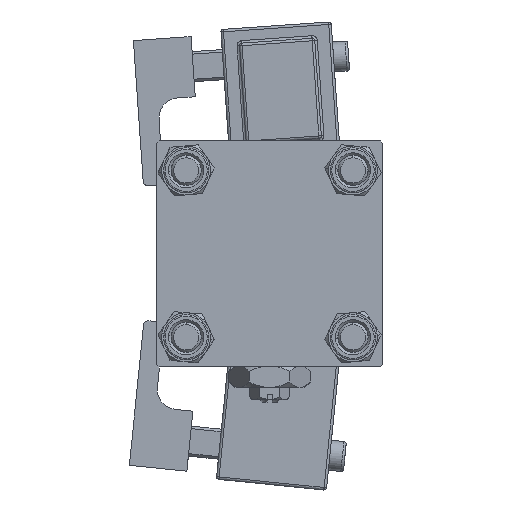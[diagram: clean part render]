
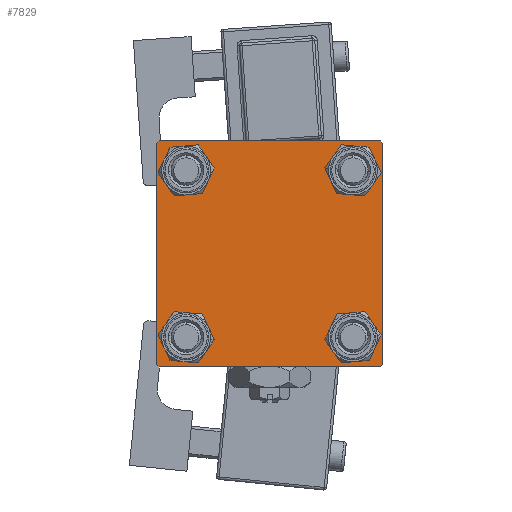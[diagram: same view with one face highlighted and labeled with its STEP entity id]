
A CAD part, left-side view. The second image highlights one B-rep face of the part: STEP entity #7829.
In plain terms, the highlighted planar face has unit normal (-1, 0, 0).
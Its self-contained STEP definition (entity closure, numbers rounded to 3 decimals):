
#324 = CARTESIAN_POINT ( 'NONE',  ( 0., -16.6, -16.6 ) ) ;
#1378 = EDGE_CURVE ( 'NONE', #62019, #17253, #33507, .T. ) ;
#1438 = EDGE_CURVE ( 'NONE', #46577, #34939, #30115, .T. ) ;
#1579 = CIRCLE ( 'NONE', #23908, 3.5 ) ;
#3599 = CARTESIAN_POINT ( 'NONE',  ( 0., -22.25, 22.25 ) ) ;
#3622 = CARTESIAN_POINT ( 'NONE',  ( 0., -22.5, -22. ) ) ;
#4922 = ORIENTED_EDGE ( 'NONE', *, *, #11390, .T. ) ;
#4943 = EDGE_LOOP ( 'NONE', ( #6771, #23694, #54259, #50365, #11446, #46010, #41425, #35161 ) ) ;
#5554 = CARTESIAN_POINT ( 'NONE',  ( 0., 22., -22.5 ) ) ;
#5844 = DIRECTION ( 'NONE',  ( 0., 0.707, -0.707 ) ) ;
#6771 = ORIENTED_EDGE ( 'NONE', *, *, #1438, .T. ) ;
#6792 = CARTESIAN_POINT ( 'NONE',  ( 0., -16.6, 16.6 ) ) ;
#6834 = LINE ( 'NONE', #25858, #24993 ) ;
#6892 = EDGE_CURVE ( 'NONE', #24563, #55366, #58163, .T. ) ;
#7070 = LINE ( 'NONE', #55957, #41776 ) ;
#7799 = ORIENTED_EDGE ( 'NONE', *, *, #1378, .T. ) ;
#7825 = PLANE ( 'NONE',  #28525 ) ;
#7829 = ADVANCED_FACE ( 'NONE', ( #60521, #32553, #17969, #8130, #51935 ), #7825, .T. ) ;
#8130 = FACE_BOUND ( 'NONE', #11935, .T. ) ;
#8325 = CIRCLE ( 'NONE', #19494, 3.5 ) ;
#8597 = VERTEX_POINT ( 'NONE', #45055 ) ;
#8602 = EDGE_CURVE ( 'NONE', #17253, #62019, #16409, .T. ) ;
#8836 = DIRECTION ( 'NONE',  ( 0., 0., 1. ) ) ;
#9910 = DIRECTION ( 'NONE',  ( 0., -0.707, 0.707 ) ) ;
#9974 = EDGE_LOOP ( 'NONE', ( #7799, #52216 ) ) ;
#9987 = CARTESIAN_POINT ( 'NONE',  ( 0., 22.5, -22.5 ) ) ;
#11390 = EDGE_CURVE ( 'NONE', #48995, #8597, #24645, .T. ) ;
#11446 = ORIENTED_EDGE ( 'NONE', *, *, #61478, .F. ) ;
#11935 = EDGE_LOOP ( 'NONE', ( #56245, #18751 ) ) ;
#12360 = CARTESIAN_POINT ( 'NONE',  ( 0., 22.5, -22. ) ) ;
#14665 = CARTESIAN_POINT ( 'NONE',  ( 0., -22.25, -22.25 ) ) ;
#14805 = VECTOR ( 'NONE', #48717, 1000. ) ;
#15233 = DIRECTION ( 'NONE',  ( 0., 0., -1. ) ) ;
#15301 = CARTESIAN_POINT ( 'NONE',  ( 0., 16.6, 16.6 ) ) ;
#15383 = EDGE_LOOP ( 'NONE', ( #47898, #41444 ) ) ;
#15568 = CARTESIAN_POINT ( 'NONE',  ( 0., -16.6, -20.1 ) ) ;
#16399 = EDGE_CURVE ( 'NONE', #57145, #51999, #49177, .T. ) ;
#16409 = CIRCLE ( 'NONE', #51898, 3.5 ) ;
#16537 = AXIS2_PLACEMENT_3D ( 'NONE', #62167, #37409, #37716 ) ;
#16668 = DIRECTION ( 'NONE',  ( 0., -1., 0. ) ) ;
#17253 = VERTEX_POINT ( 'NONE', #15568 ) ;
#17721 = AXIS2_PLACEMENT_3D ( 'NONE', #28479, #22251, #8836 ) ;
#17969 = FACE_BOUND ( 'NONE', #15383, .T. ) ;
#18490 = DIRECTION ( 'NONE',  ( 0., 0., -1. ) ) ;
#18751 = ORIENTED_EDGE ( 'NONE', *, *, #31895, .T. ) ;
#19494 = AXIS2_PLACEMENT_3D ( 'NONE', #30623, #58305, #45241 ) ;
#19735 = CARTESIAN_POINT ( 'NONE',  ( 0., -22.5, 22. ) ) ;
#19815 = LINE ( 'NONE', #59163, #60081 ) ;
#20731 = EDGE_CURVE ( 'NONE', #52931, #50178, #8325, .T. ) ;
#21135 = EDGE_CURVE ( 'NONE', #34939, #28845, #7070, .T. ) ;
#21311 = CIRCLE ( 'NONE', #28366, 3.5 ) ;
#22070 = EDGE_CURVE ( 'NONE', #55092, #46577, #19815, .T. ) ;
#22251 = DIRECTION ( 'NONE',  ( 1., 0., 0. ) ) ;
#22934 = DIRECTION ( 'NONE',  ( 0., 0.707, 0.707 ) ) ;
#23128 = CARTESIAN_POINT ( 'NONE',  ( 0., 22.5, 22. ) ) ;
#23223 = EDGE_LOOP ( 'NONE', ( #4922, #35719 ) ) ;
#23597 = CARTESIAN_POINT ( 'NONE',  ( 0., -16.6, 20.1 ) ) ;
#23690 = CARTESIAN_POINT ( 'NONE',  ( 0., -22., 22.5 ) ) ;
#23694 = ORIENTED_EDGE ( 'NONE', *, *, #21135, .T. ) ;
#23908 = AXIS2_PLACEMENT_3D ( 'NONE', #6792, #49044, #30582 ) ;
#24108 = CARTESIAN_POINT ( 'NONE',  ( 0., 22.5, 22.5 ) ) ;
#24563 = VERTEX_POINT ( 'NONE', #42919 ) ;
#24645 = CIRCLE ( 'NONE', #16537, 3.5 ) ;
#24993 = VECTOR ( 'NONE', #16668, 1000. ) ;
#25045 = DIRECTION ( 'NONE',  ( 1., 0., 0. ) ) ;
#25858 = CARTESIAN_POINT ( 'NONE',  ( 0., 22.5, 22.5 ) ) ;
#27190 = DIRECTION ( 'NONE',  ( 1., 0., 0. ) ) ;
#28365 = VERTEX_POINT ( 'NONE', #19735 ) ;
#28366 = AXIS2_PLACEMENT_3D ( 'NONE', #36114, #27190, #31656 ) ;
#28479 = CARTESIAN_POINT ( 'NONE',  ( 0., 16.6, -16.6 ) ) ;
#28525 = AXIS2_PLACEMENT_3D ( 'NONE', #41467, #42088, #31308 ) ;
#28845 = VERTEX_POINT ( 'NONE', #5554 ) ;
#29482 = DIRECTION ( 'NONE',  ( 0., 0., 1. ) ) ;
#29573 = EDGE_CURVE ( 'NONE', #28365, #47732, #51841, .T. ) ;
#30115 = LINE ( 'NONE', #24108, #46681 ) ;
#30582 = DIRECTION ( 'NONE',  ( 0., 0., 1. ) ) ;
#30623 = CARTESIAN_POINT ( 'NONE',  ( 0., 16.6, 16.6 ) ) ;
#30859 = CARTESIAN_POINT ( 'NONE',  ( 0., 16.6, 13.1 ) ) ;
#31308 = DIRECTION ( 'NONE',  ( 0., 0., 1. ) ) ;
#31656 = DIRECTION ( 'NONE',  ( 0., 0., 1. ) ) ;
#31895 = EDGE_CURVE ( 'NONE', #50178, #52931, #58423, .T. ) ;
#32553 = FACE_BOUND ( 'NONE', #9974, .T. ) ;
#32969 = VECTOR ( 'NONE', #22934, 1000. ) ;
#33507 = CIRCLE ( 'NONE', #57845, 3.5 ) ;
#33669 = EDGE_CURVE ( 'NONE', #8597, #48995, #1579, .T. ) ;
#34520 = CARTESIAN_POINT ( 'NONE',  ( 0., 22., 22.5 ) ) ;
#34939 = VERTEX_POINT ( 'NONE', #12360 ) ;
#35161 = ORIENTED_EDGE ( 'NONE', *, *, #22070, .T. ) ;
#35719 = ORIENTED_EDGE ( 'NONE', *, *, #33669, .T. ) ;
#36114 = CARTESIAN_POINT ( 'NONE',  ( 0., 16.6, -16.6 ) ) ;
#36164 = CARTESIAN_POINT ( 'NONE',  ( 0., -16.6, -16.6 ) ) ;
#36321 = EDGE_CURVE ( 'NONE', #55092, #47732, #6834, .T. ) ;
#37409 = DIRECTION ( 'NONE',  ( 1., 0., 0. ) ) ;
#37716 = DIRECTION ( 'NONE',  ( 0., 0., 1. ) ) ;
#38575 = CARTESIAN_POINT ( 'NONE',  ( 0., -16.6, -13.1 ) ) ;
#39150 = AXIS2_PLACEMENT_3D ( 'NONE', #15301, #54030, #53726 ) ;
#41425 = ORIENTED_EDGE ( 'NONE', *, *, #36321, .F. ) ;
#41444 = ORIENTED_EDGE ( 'NONE', *, *, #45079, .T. ) ;
#41467 = CARTESIAN_POINT ( 'NONE',  ( 0., 0., 0. ) ) ;
#41647 = CARTESIAN_POINT ( 'NONE',  ( 0., 16.6, 20.1 ) ) ;
#41776 = VECTOR ( 'NONE', #60077, 1000. ) ;
#42088 = DIRECTION ( 'NONE',  ( -1., 0., 0. ) ) ;
#42610 = LINE ( 'NONE', #61972, #46244 ) ;
#42919 = CARTESIAN_POINT ( 'NONE',  ( 0., -22., -22.5 ) ) ;
#43285 = CARTESIAN_POINT ( 'NONE',  ( 0., 16.6, -20.1 ) ) ;
#45055 = CARTESIAN_POINT ( 'NONE',  ( 0., -16.6, 13.1 ) ) ;
#45079 = EDGE_CURVE ( 'NONE', #51999, #57145, #21311, .T. ) ;
#45241 = DIRECTION ( 'NONE',  ( 0., 0., 1. ) ) ;
#46010 = ORIENTED_EDGE ( 'NONE', *, *, #29573, .T. ) ;
#46244 = VECTOR ( 'NONE', #18490, 1000. ) ;
#46577 = VERTEX_POINT ( 'NONE', #23128 ) ;
#46681 = VECTOR ( 'NONE', #15233, 1000. ) ;
#47732 = VERTEX_POINT ( 'NONE', #23690 ) ;
#47898 = ORIENTED_EDGE ( 'NONE', *, *, #16399, .T. ) ;
#48717 = DIRECTION ( 'NONE',  ( 0., -1., 0. ) ) ;
#48995 = VERTEX_POINT ( 'NONE', #23597 ) ;
#49044 = DIRECTION ( 'NONE',  ( 1., 0., 0. ) ) ;
#49177 = CIRCLE ( 'NONE', #17721, 3.5 ) ;
#50178 = VERTEX_POINT ( 'NONE', #30859 ) ;
#50365 = ORIENTED_EDGE ( 'NONE', *, *, #6892, .T. ) ;
#51089 = DIRECTION ( 'NONE',  ( 0., 0., 1. ) ) ;
#51841 = LINE ( 'NONE', #3599, #32969 ) ;
#51898 = AXIS2_PLACEMENT_3D ( 'NONE', #36164, #55228, #51089 ) ;
#51935 = FACE_OUTER_BOUND ( 'NONE', #4943, .T. ) ;
#51999 = VERTEX_POINT ( 'NONE', #43285 ) ;
#52216 = ORIENTED_EDGE ( 'NONE', *, *, #8602, .T. ) ;
#52931 = VERTEX_POINT ( 'NONE', #41647 ) ;
#53726 = DIRECTION ( 'NONE',  ( 0., 0., 1. ) ) ;
#53865 = VECTOR ( 'NONE', #9910, 1000. ) ;
#54030 = DIRECTION ( 'NONE',  ( 1., 0., 0. ) ) ;
#54259 = ORIENTED_EDGE ( 'NONE', *, *, #60474, .T. ) ;
#55092 = VERTEX_POINT ( 'NONE', #34520 ) ;
#55228 = DIRECTION ( 'NONE',  ( 1., 0., 0. ) ) ;
#55287 = CARTESIAN_POINT ( 'NONE',  ( 0., 16.6, -13.1 ) ) ;
#55366 = VERTEX_POINT ( 'NONE', #3622 ) ;
#55957 = CARTESIAN_POINT ( 'NONE',  ( 0., 22.25, -22.25 ) ) ;
#56245 = ORIENTED_EDGE ( 'NONE', *, *, #20731, .T. ) ;
#57145 = VERTEX_POINT ( 'NONE', #55287 ) ;
#57845 = AXIS2_PLACEMENT_3D ( 'NONE', #324, #25045, #29482 ) ;
#57924 = LINE ( 'NONE', #9987, #14805 ) ;
#58163 = LINE ( 'NONE', #14665, #53865 ) ;
#58305 = DIRECTION ( 'NONE',  ( 1., 0., 0. ) ) ;
#58423 = CIRCLE ( 'NONE', #39150, 3.5 ) ;
#59163 = CARTESIAN_POINT ( 'NONE',  ( 0., 22.25, 22.25 ) ) ;
#60077 = DIRECTION ( 'NONE',  ( 0., -0.707, -0.707 ) ) ;
#60081 = VECTOR ( 'NONE', #5844, 1000. ) ;
#60474 = EDGE_CURVE ( 'NONE', #28845, #24563, #57924, .T. ) ;
#60521 = FACE_BOUND ( 'NONE', #23223, .T. ) ;
#61478 = EDGE_CURVE ( 'NONE', #28365, #55366, #42610, .T. ) ;
#61972 = CARTESIAN_POINT ( 'NONE',  ( 0., -22.5, 22.5 ) ) ;
#62019 = VERTEX_POINT ( 'NONE', #38575 ) ;
#62167 = CARTESIAN_POINT ( 'NONE',  ( 0., -16.6, 16.6 ) ) ;
